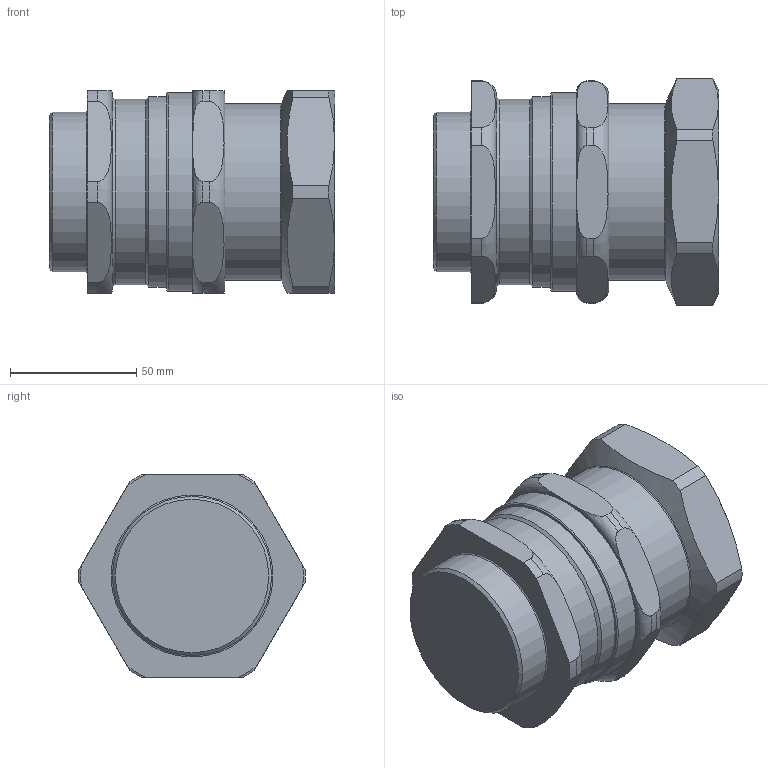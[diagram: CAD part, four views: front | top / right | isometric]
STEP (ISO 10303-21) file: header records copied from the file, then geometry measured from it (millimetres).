
FILE_DESCRIPTION(/* description */ (''),/* implementation_level */ '2;1');
FILE_NAME(/* name */ '114 E.stp',/* time_stamp */ '2021-04-20T23:20:05+06:00',/* author */ ('vinaykumark'),/* organization */ (''),/* preprocessor_version */ 'ST-DEVELOPER v18',/* originating_system */ 'Autodesk Inventor 2020',/* authorisation */ '');
FILE_SCHEMA (('AUTOMOTIVE_DESIGN { 1 0 10303 214 3 1 1 }'));
Length unit declared in the file: inch
Products named in the file (1): 114 E
Bounding box: 112.86 x 89.59 x 80 mm (x, y, z)
Volume: 549715.5 mm3; surface area: 85075.4 mm2
Topology: 5 solids, 5 shells, 97 faces, 261 edges, 179 vertices
Faces by surface type: plane 33, cylinder 29, torus 20, cone 15
Full cylindrical faces by diameter (mm): 56.3 x1, 63 x1, 66.45 x1, 67.15 x2, 67.5 x1, 69.8 x2, 73.3 x1, 75.421 x1, 78.55 x1
Entity records: 3876 total; most frequent: CARTESIAN_POINT 1220, DIRECTION 560, ORIENTED_EDGE 522, EDGE_CURVE 261, AXIS2_PLACEMENT_3D 249, VERTEX_POINT 179, CIRCLE 151, EDGE_LOOP 102
